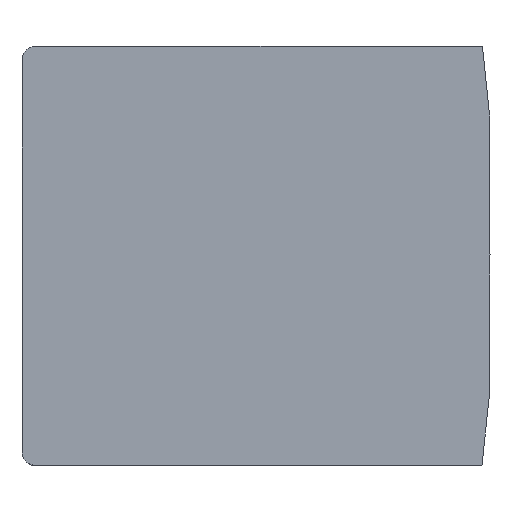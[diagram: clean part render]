
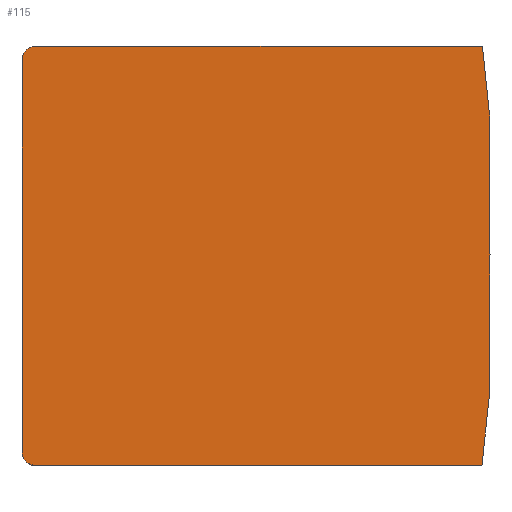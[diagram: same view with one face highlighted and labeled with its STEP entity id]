
A CAD part, top view. The second image highlights one B-rep face of the part: STEP entity #115.
In plain terms, the highlighted planar face has unit normal (0, 0, 1).
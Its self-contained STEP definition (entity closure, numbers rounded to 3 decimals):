
#17=PLANE('',#125);
#22=FACE_OUTER_BOUND('',#29,.T.);
#29=EDGE_LOOP('',(#88,#89,#90,#91,#92,#93));
#34=CIRCLE('',#123,0.5);
#35=CIRCLE('',#126,0.5);
#38=LINE('',#197,#45);
#39=LINE('',#208,#46);
#40=LINE('',#212,#47);
#45=VECTOR('',#140,10.);
#46=VECTOR('',#143,10.);
#47=VECTOR('',#146,10.);
#52=B_SPLINE_CURVE_WITH_KNOTS('',3,(#213,#214,#215,#216,#217,#218,#219,
#220,#221,#222),.UNSPECIFIED.,.F.,.F.,(4,3,3,4),(-2.988,-2.536,
-0.515,-0.052),.UNSPECIFIED.);
#58=VERTEX_POINT('',#190);
#59=VERTEX_POINT('',#192);
#60=VERTEX_POINT('',#196);
#61=VERTEX_POINT('',#207);
#62=VERTEX_POINT('',#209);
#63=VERTEX_POINT('',#211);
#68=EDGE_CURVE('',#58,#59,#34,.T.);
#70=EDGE_CURVE('',#59,#60,#38,.T.);
#72=EDGE_CURVE('',#61,#58,#39,.T.);
#73=EDGE_CURVE('',#62,#61,#35,.T.);
#74=EDGE_CURVE('',#63,#62,#40,.T.);
#75=EDGE_CURVE('',#60,#63,#52,.T.);
#88=ORIENTED_EDGE('',*,*,#68,.F.);
#89=ORIENTED_EDGE('',*,*,#72,.F.);
#90=ORIENTED_EDGE('',*,*,#73,.F.);
#91=ORIENTED_EDGE('',*,*,#74,.F.);
#92=ORIENTED_EDGE('',*,*,#75,.F.);
#93=ORIENTED_EDGE('',*,*,#70,.F.);
#115=ADVANCED_FACE('',(#22),#17,.F.);
#123=AXIS2_PLACEMENT_3D('',#193,#135,#136);
#125=AXIS2_PLACEMENT_3D('',#206,#141,#142);
#126=AXIS2_PLACEMENT_3D('',#210,#144,#145);
#135=DIRECTION('center_axis',(0.,0.,-1.));
#136=DIRECTION('ref_axis',(-0.707,0.707,0.));
#140=DIRECTION('',(1.,0.,0.));
#141=DIRECTION('center_axis',(0.,0.,-1.));
#142=DIRECTION('ref_axis',(-1.,0.,0.));
#143=DIRECTION('',(0.,1.,0.));
#144=DIRECTION('center_axis',(0.,0.,-1.));
#145=DIRECTION('ref_axis',(-0.707,-0.707,0.));
#146=DIRECTION('',(-1.,0.,0.));
#190=CARTESIAN_POINT('',(70.948,7.196,26.5));
#192=CARTESIAN_POINT('',(71.448,7.696,26.5));
#193=CARTESIAN_POINT('Origin',(71.448,7.196,26.5));
#196=CARTESIAN_POINT('',(87.982,7.696,26.5));
#197=CARTESIAN_POINT('',(76.073,7.696,26.5));
#206=CARTESIAN_POINT('Origin',(81.198,-0.054,26.5));
#207=CARTESIAN_POINT('',(70.948,-7.304,26.5));
#208=CARTESIAN_POINT('',(70.948,-3.929,26.5));
#209=CARTESIAN_POINT('',(71.448,-7.804,26.5));
#210=CARTESIAN_POINT('Origin',(71.448,-7.304,26.5));
#211=CARTESIAN_POINT('',(87.962,-7.804,26.5));
#212=CARTESIAN_POINT('',(86.323,-7.804,26.5));
#213=CARTESIAN_POINT('Ctrl Pts',(87.982,7.697,26.5));
#214=CARTESIAN_POINT('Ctrl Pts',(88.246,6.126,26.5));
#215=CARTESIAN_POINT('Ctrl Pts',(88.258,4.925,26.5));
#216=CARTESIAN_POINT('Ctrl Pts',(88.258,4.353,26.5));
#217=CARTESIAN_POINT('Ctrl Pts',(88.261,1.793,26.5));
#218=CARTESIAN_POINT('Ctrl Pts',(88.261,-1.785,26.5));
#219=CARTESIAN_POINT('Ctrl Pts',(88.258,-4.344,26.5));
#220=CARTESIAN_POINT('Ctrl Pts',(88.258,-4.931,26.5));
#221=CARTESIAN_POINT('Ctrl Pts',(88.245,-6.177,26.5));
#222=CARTESIAN_POINT('Ctrl Pts',(87.962,-7.804,26.5));
